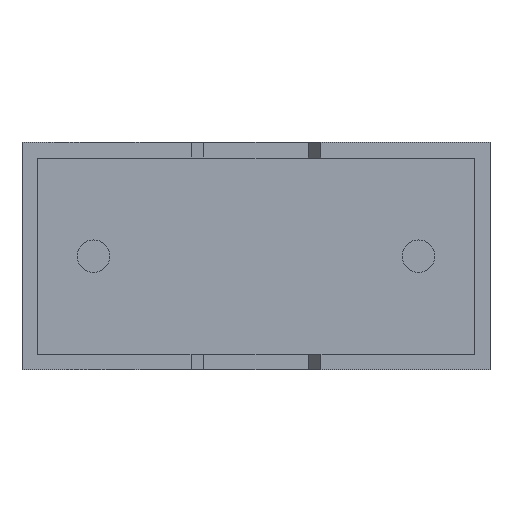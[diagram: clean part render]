
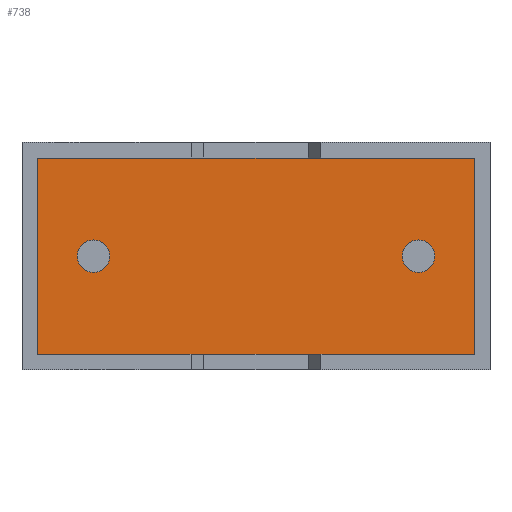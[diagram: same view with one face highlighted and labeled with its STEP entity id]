
A CAD part, front view. The second image highlights one B-rep face of the part: STEP entity #738.
In plain terms, the highlighted planar face has unit normal (0, -1, 0).
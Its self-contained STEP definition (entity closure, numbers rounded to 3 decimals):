
#71 = EDGE_CURVE ( 'NONE', #1302, #2406, #252, .T. ) ;
#81 = PLANE ( 'NONE',  #1017 ) ;
#96 = EDGE_LOOP ( 'NONE', ( #221, #480, #2851, #2052 ) ) ;
#115 = VERTEX_POINT ( 'NONE', #1041 ) ;
#194 = ORIENTED_EDGE ( 'NONE', *, *, #71, .F. ) ;
#221 = ORIENTED_EDGE ( 'NONE', *, *, #1478, .T. ) ;
#252 = CIRCLE ( 'NONE', #1908, 0.25 ) ;
#307 = DIRECTION ( 'NONE',  ( 0., 0., -1. ) ) ;
#314 = CARTESIAN_POINT ( 'NONE',  ( 0.24, 0.75, 3.26 ) ) ;
#479 = CARTESIAN_POINT ( 'NONE',  ( 1.1, 0.75, 1.75 ) ) ;
#480 = ORIENTED_EDGE ( 'NONE', *, *, #2192, .T. ) ;
#499 = LINE ( 'NONE', #2091, #872 ) ;
#518 = EDGE_CURVE ( 'NONE', #115, #2477, #2501, .T. ) ;
#540 = CARTESIAN_POINT ( 'NONE',  ( 1.1, 0.75, 1.75 ) ) ;
#553 = DIRECTION ( 'NONE',  ( 0., 0., -1. ) ) ;
#662 = VERTEX_POINT ( 'NONE', #1895 ) ;
#702 = VERTEX_POINT ( 'NONE', #2830 ) ;
#732 = AXIS2_PLACEMENT_3D ( 'NONE', #978, #998, #1698 ) ;
#738 = ADVANCED_FACE ( 'NONE', ( #2267, #3035, #2303 ), #81, .T. ) ;
#809 = LINE ( 'NONE', #314, #1286 ) ;
#872 = VECTOR ( 'NONE', #1357, 1000. ) ;
#978 = CARTESIAN_POINT ( 'NONE',  ( 6.1, 0.75, 1.75 ) ) ;
#998 = DIRECTION ( 'NONE',  ( 0., -1., 0. ) ) ;
#1002 = ORIENTED_EDGE ( 'NONE', *, *, #2564, .F. ) ;
#1013 = DIRECTION ( 'NONE',  ( 0., -1., 0. ) ) ;
#1017 = AXIS2_PLACEMENT_3D ( 'NONE', #2206, #2664, #1979 ) ;
#1041 = CARTESIAN_POINT ( 'NONE',  ( 1.1, 0.75, 1.5 ) ) ;
#1086 = CARTESIAN_POINT ( 'NONE',  ( 0.24, 0.75, 3.26 ) ) ;
#1093 = VECTOR ( 'NONE', #2002, 1000. ) ;
#1103 = EDGE_LOOP ( 'NONE', ( #194, #1002 ) ) ;
#1286 = VECTOR ( 'NONE', #2889, 1000. ) ;
#1302 = VERTEX_POINT ( 'NONE', #2762 ) ;
#1331 = CARTESIAN_POINT ( 'NONE',  ( 6.96, 0.75, 3.26 ) ) ;
#1357 = DIRECTION ( 'NONE',  ( 0., 0., 1. ) ) ;
#1444 = DIRECTION ( 'NONE',  ( 0., -1., 0. ) ) ;
#1478 = EDGE_CURVE ( 'NONE', #2553, #3060, #809, .T. ) ;
#1547 = CIRCLE ( 'NONE', #2164, 0.25 ) ;
#1615 = VECTOR ( 'NONE', #2266, 1000. ) ;
#1680 = DIRECTION ( 'NONE',  ( 0., 0., -1. ) ) ;
#1698 = DIRECTION ( 'NONE',  ( 0., 0., -1. ) ) ;
#1699 = EDGE_LOOP ( 'NONE', ( #2652, #3003 ) ) ;
#1708 = CARTESIAN_POINT ( 'NONE',  ( 0.24, 0.75, 0.24 ) ) ;
#1721 = DIRECTION ( 'NONE',  ( 0., -1., 0. ) ) ;
#1768 = LINE ( 'NONE', #1331, #1615 ) ;
#1835 = EDGE_CURVE ( 'NONE', #702, #662, #499, .T. ) ;
#1895 = CARTESIAN_POINT ( 'NONE',  ( 6.96, 0.75, 3.26 ) ) ;
#1908 = AXIS2_PLACEMENT_3D ( 'NONE', #2643, #1013, #307 ) ;
#1979 = DIRECTION ( 'NONE',  ( 0., 0., -1. ) ) ;
#2002 = DIRECTION ( 'NONE',  ( 1., 0., 0. ) ) ;
#2052 = ORIENTED_EDGE ( 'NONE', *, *, #2344, .T. ) ;
#2077 = CIRCLE ( 'NONE', #732, 0.25 ) ;
#2078 = CARTESIAN_POINT ( 'NONE',  ( 6.1, 0.75, 1.5 ) ) ;
#2091 = CARTESIAN_POINT ( 'NONE',  ( 6.96, 0.75, 0.24 ) ) ;
#2157 = EDGE_CURVE ( 'NONE', #2477, #115, #1547, .T. ) ;
#2164 = AXIS2_PLACEMENT_3D ( 'NONE', #540, #1721, #553 ) ;
#2192 = EDGE_CURVE ( 'NONE', #3060, #702, #2214, .T. ) ;
#2206 = CARTESIAN_POINT ( 'NONE',  ( 0., 0.75, 0. ) ) ;
#2214 = LINE ( 'NONE', #1708, #1093 ) ;
#2266 = DIRECTION ( 'NONE',  ( -1., 0., 0. ) ) ;
#2267 = FACE_BOUND ( 'NONE', #1103, .T. ) ;
#2303 = FACE_BOUND ( 'NONE', #1699, .T. ) ;
#2344 = EDGE_CURVE ( 'NONE', #662, #2553, #1768, .T. ) ;
#2406 = VERTEX_POINT ( 'NONE', #2078 ) ;
#2429 = AXIS2_PLACEMENT_3D ( 'NONE', #479, #1444, #1680 ) ;
#2477 = VERTEX_POINT ( 'NONE', #2536 ) ;
#2501 = CIRCLE ( 'NONE', #2429, 0.25 ) ;
#2536 = CARTESIAN_POINT ( 'NONE',  ( 1.1, 0.75, 2. ) ) ;
#2553 = VERTEX_POINT ( 'NONE', #1086 ) ;
#2564 = EDGE_CURVE ( 'NONE', #2406, #1302, #2077, .T. ) ;
#2643 = CARTESIAN_POINT ( 'NONE',  ( 6.1, 0.75, 1.75 ) ) ;
#2652 = ORIENTED_EDGE ( 'NONE', *, *, #2157, .F. ) ;
#2664 = DIRECTION ( 'NONE',  ( 0., -1., 0. ) ) ;
#2762 = CARTESIAN_POINT ( 'NONE',  ( 6.1, 0.75, 2. ) ) ;
#2830 = CARTESIAN_POINT ( 'NONE',  ( 6.96, 0.75, 0.24 ) ) ;
#2851 = ORIENTED_EDGE ( 'NONE', *, *, #1835, .T. ) ;
#2889 = DIRECTION ( 'NONE',  ( 0., 0., -1. ) ) ;
#3003 = ORIENTED_EDGE ( 'NONE', *, *, #518, .F. ) ;
#3035 = FACE_OUTER_BOUND ( 'NONE', #96, .T. ) ;
#3055 = CARTESIAN_POINT ( 'NONE',  ( 0.24, 0.75, 0.24 ) ) ;
#3060 = VERTEX_POINT ( 'NONE', #3055 ) ;
